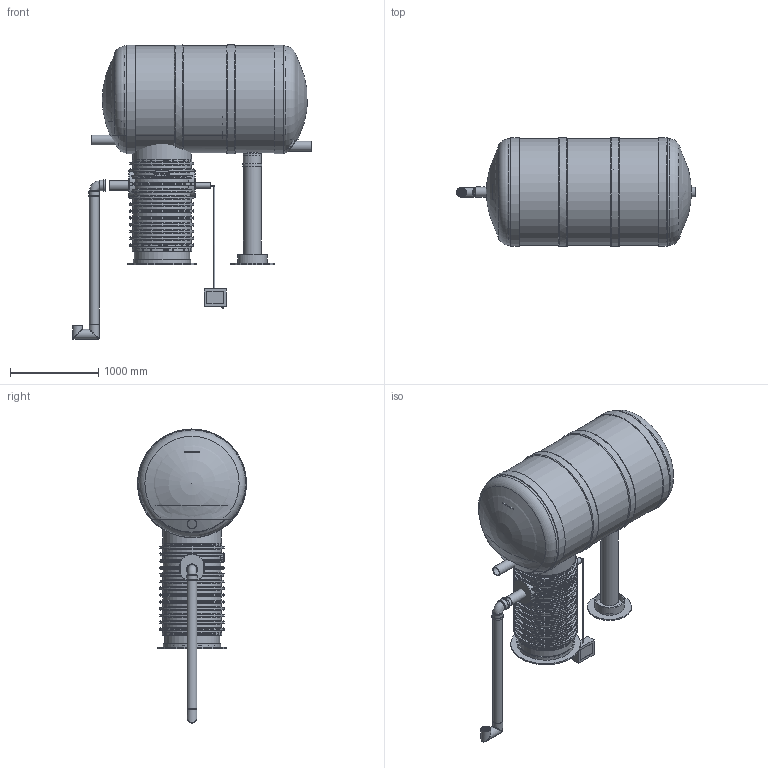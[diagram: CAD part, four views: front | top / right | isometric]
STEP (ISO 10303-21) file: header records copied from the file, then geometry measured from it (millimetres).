
FILE_DESCRIPTION(/* description */ ('Unknown'),/* implementation_level */ '2;1');
FILE_NAME(/* name */ 'Rasvaeraldaja NS5',/* time_stamp */ '2023-04-11T14:09:16+03:00',/* author */ ('Unknown'),/* organization */ ('Unknown'),/* preprocessor_version */ 'ST-DEVELOPER v18.1',/* originating_system */ 'Solid Edge',/* authorisation */ 'Unknown');
FILE_SCHEMA (('AUTOMOTIVE_DESIGN {1 0 10303 214 3 1 1}'));
Length unit declared in the file: millimetre
Products named in the file (39): Rasvaeraldaja NS5; 2257.001; 2257.002; 2257.003; muhvtoru_110; D110 kolmik; 2257.004; 2257.005; 2257.006; 2257.008; 2257.009; 2257.010; muhvots_200; Ribi1200; Polv D110; 2257.012; 2257.loikega ribi; Rasvakiht NS5 ; Rasvakamber 2257; Sette maht 2257; D665 KP silinder 26.04.19; 2697.001 tihend teeninduskaevule 670_var2; 2693.001_var3; Malmluuk 315; Malmluuk_D600_(Ginmika); Malmluugi_korpus_D600_(Ginmika); Malmluugi_kaan_D600_(Ginmika); 27782 teleskoop rotost malmluugile; RoundTubing 63x4.7_oa_0; RoundTubing 110x6.6_oa_1; PE_vent_malm_L=1500; PVC_polv_110; PE venttoru DN100 L=1500; Rotoventiots; elektrikarp loikefotole; RoundTubing 25x2.3_oa_2; Ujuk_oa_3; Ujuk_oa_4; Ujuk_oa_5
Assembly tree (39 placements, depth 3):
  Rasvaeraldaja NS5
    2257.001
    2257.002
    2257.003
    muhvtoru_110
    D110 kolmik
    2257.004
    2257.005
    2257.006
    2257.008
    2257.009
    2257.010
    muhvots_200
    Ribi1200
    Polv D110
    2257.012
    2257.loikega ribi
    Rasvakiht NS5 
    Rasvakamber 2257
    Sette maht 2257
    D665 KP silinder 26.04.19
    2697.001 tihend teeninduskaevule 670_var2  x2
    2693.001_var3
    Malmluuk 315
    Malmluuk_D600_(Ginmika)
      Malmluugi_korpus_D600_(Ginmika)
      Malmluugi_kaan_D600_(Ginmika)
    27782 teleskoop rotost malmluugile
    RoundTubing 63x4.7_oa_0
    RoundTubing 110x6.6_oa_1
    PE_vent_malm_L=1500
      PVC_polv_110
      PE venttoru DN100 L=1500
      Rotoventiots
    elektrikarp loikefotole
    RoundTubing 25x2.3_oa_2
    Ujuk_oa_3
    Ujuk_oa_4
    Ujuk_oa_5
Bounding box: 2705.44 x 1234 x 3329.37 mm (x, y, z)
Volume: 2528881040.1 mm3; surface area: 60225523.9 mm2
Topology: 39 solids, 40 shells, 739 faces, 1681 edges, 1101 vertices
Faces by surface type: plane 286, cylinder 252, torus 155, bspline 23, cone 17, sphere 6
Full cylindrical faces by diameter (mm): 8.5 x3, 10 x31, 20 x1, 20.4 x1, 25 x1, 53.6 x1, 63 x1, 96.8 x1, 98 x4, 100 x4, 103.2 x3, 104 x1, 105 x1, 110 x24, 116 x10, 120 x2, 122 x1, 128 x3, 130 x2, 132 x1, 190 x2, 200 x4, 205 x1, 215 x1, 315 x1, 335 x1, 500 x1, 595 x1, 600 x2, 609 x1
Entity records: 22245 total; most frequent: CARTESIAN_POINT 6784, DIRECTION 3069, ORIENTED_EDGE 2466, AXIS2_PLACEMENT_3D 1388, EDGE_CURVE 1233, FACE_BOUND 1182, EDGE_LOOP 1180, VERTEX_POINT 957
